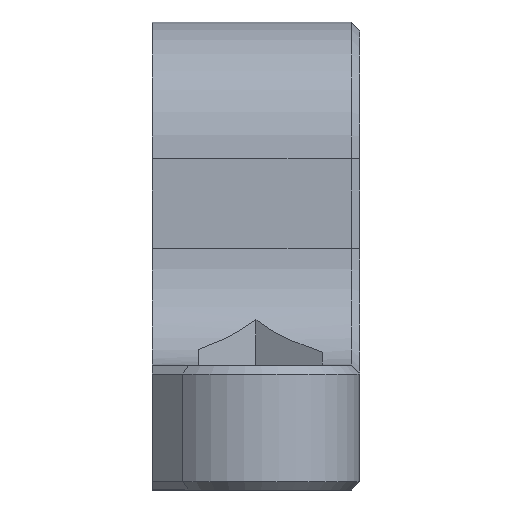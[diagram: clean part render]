
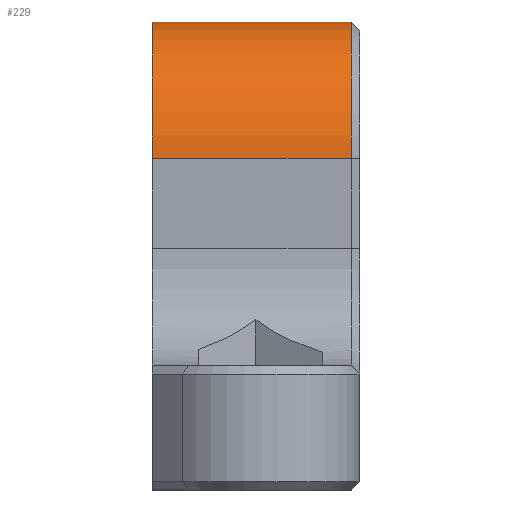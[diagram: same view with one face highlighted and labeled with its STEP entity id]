
A CAD part, front view. The second image highlights one B-rep face of the part: STEP entity #229.
In plain terms, the highlighted cylindrical face has radius 6.6 mm (diameter 13.2 mm), a partial arc.
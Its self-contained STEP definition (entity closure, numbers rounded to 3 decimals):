
#229=ADVANCED_FACE('',(#447),#449,.T.);
#447=FACE_BOUND('',#448,.T.);
#448=EDGE_LOOP('',(#995,#996,#997,#998));
#449=CYLINDRICAL_SURFACE('',#450,6.6);
#450=AXIS2_PLACEMENT_3D('',#451,#452,#453);
#451=CARTESIAN_POINT('',(5.,-44.,16.));
#452=DIRECTION('',(-1.,0.,0.));
#453=DIRECTION('',(0.,-1.,0.));
#995=ORIENTED_EDGE('',*,*,#1351,.T.);
#996=ORIENTED_EDGE('',*,*,#1350,.T.);
#997=ORIENTED_EDGE('',*,*,#1294,.F.);
#998=ORIENTED_EDGE('',*,*,#1291,.F.);
#1291=EDGE_CURVE('',#1535,#1537,#1538,.T.);
#1294=EDGE_CURVE('',#1537,#1542,#1543,.T.);
#1350=EDGE_CURVE('',#1639,#1542,#1641,.T.);
#1351=EDGE_CURVE('',#1535,#1639,#1642,.T.);
#1535=VERTEX_POINT('',#1982);
#1537=VERTEX_POINT('',#1986);
#1538=LINE('',#1987,#1988);
#1542=VERTEX_POINT('',#1997);
#1543=CIRCLE('',#1998,6.6);
#1639=VERTEX_POINT('',#2253);
#1641=LINE('',#2257,#2258);
#1642=CIRCLE('',#2260,6.6);
#1982=CARTESIAN_POINT('',(4.6,-50.6,16.));
#1986=CARTESIAN_POINT('',(-5.,-50.6,16.));
#1987=CARTESIAN_POINT('',(4.6,-50.6,16.));
#1988=VECTOR('',#1989,1.);
#1989=DIRECTION('',(-1.,0.,0.));
#1997=CARTESIAN_POINT('',(-5.,-44.,22.6));
#1998=AXIS2_PLACEMENT_3D('',#1999,#2000,#2001);
#1999=CARTESIAN_POINT('',(-5.,-44.,16.));
#2000=DIRECTION('',(-1.,0.,0.));
#2001=DIRECTION('',(0.,-1.,0.));
#2253=CARTESIAN_POINT('',(4.6,-44.,22.6));
#2257=CARTESIAN_POINT('',(4.6,-44.,22.6));
#2258=VECTOR('',#2259,1.);
#2259=DIRECTION('',(-1.,0.,0.));
#2260=AXIS2_PLACEMENT_3D('',#2261,#2262,#2263);
#2261=CARTESIAN_POINT('',(4.6,-44.,16.));
#2262=DIRECTION('',(-1.,0.,0.));
#2263=DIRECTION('',(0.,-1.,0.));
